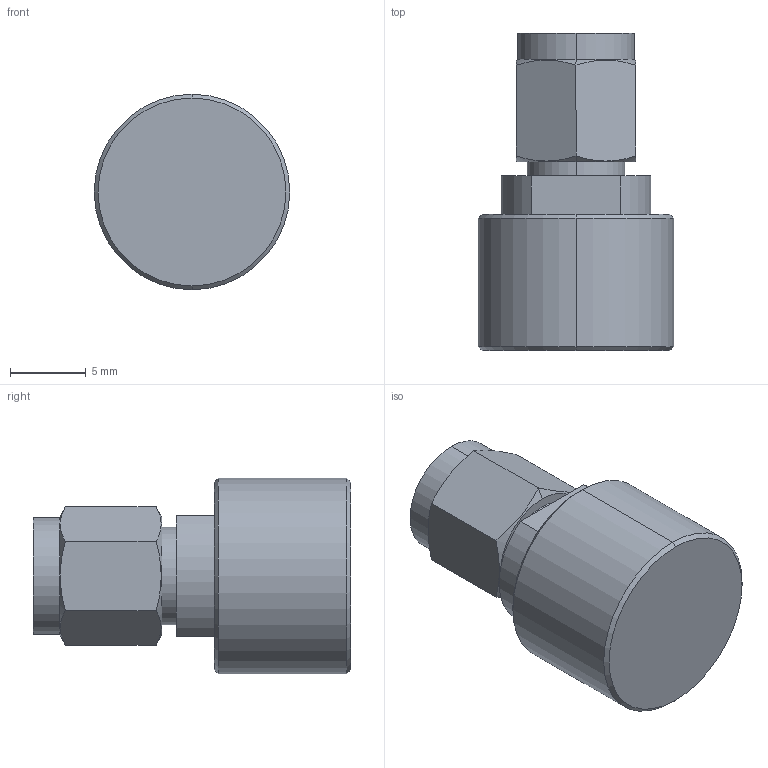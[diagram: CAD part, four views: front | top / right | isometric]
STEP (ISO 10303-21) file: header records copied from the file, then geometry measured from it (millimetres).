
FILE_DESCRIPTION (( 'STEP AP203' ), '1' );
FILE_NAME ('CM-KM-27-CE1.STEP', '2025-08-15T19:37:23', ( '' ), ( '' ), 'SwSTEP 2.0', 'SolidWorks 2021', '' );
FILE_SCHEMA (( 'CONFIG_CONTROL_DESIGN' ));
Length unit declared in the file: millimetre
Products named in the file (1): CM-KM-27-CE1
Bounding box: 12.95 x 21 x 12.95 mm (x, y, z)
Volume: 1833.8 mm3; surface area: 984.5 mm2
Topology: 1 solids, 1 shells, 32 faces, 68 edges, 42 vertices
Faces by surface type: plane 14, cylinder 10, cone 8
Entity records: 995 total; most frequent: CARTESIAN_POINT 227, DIRECTION 148, ORIENTED_EDGE 136, EDGE_CURVE 68, AXIS2_PLACEMENT_3D 59, VERTEX_POINT 42, EDGE_LOOP 36, ADVANCED_FACE 32
